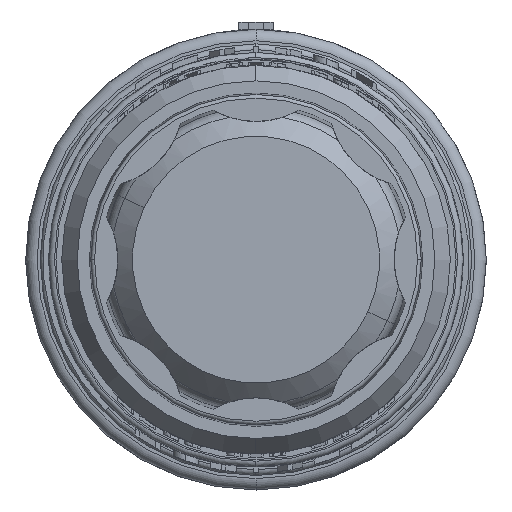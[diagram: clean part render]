
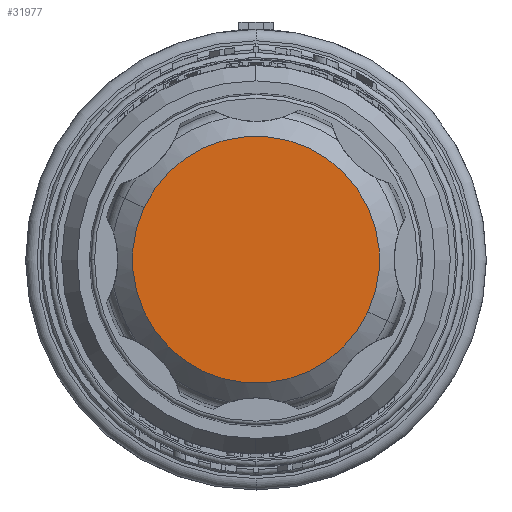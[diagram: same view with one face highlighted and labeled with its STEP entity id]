
A CAD part, left-side view. The second image highlights one B-rep face of the part: STEP entity #31977.
In plain terms, the highlighted planar face has unit normal (-1, 0, 0).
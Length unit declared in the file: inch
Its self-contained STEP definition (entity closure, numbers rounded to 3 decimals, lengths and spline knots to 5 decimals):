
#1044 = EDGE_CURVE ( 'NONE', #7302, #23253, #33563, .T. ) ;
#5166 = EDGE_LOOP ( 'NONE', ( #24173, #33091 ) ) ;
#7302 = VERTEX_POINT ( 'NONE', #14569 ) ;
#8350 = DIRECTION ( 'NONE',  ( 0., -1., 0. ) ) ;
#11948 = DIRECTION ( 'NONE',  ( -1., 0., 0. ) ) ;
#12029 = PLANE ( 'NONE',  #31723 ) ;
#12656 = CIRCLE ( 'NONE', #42677, 0.67033 ) ;
#14569 = CARTESIAN_POINT ( 'NONE',  ( -3.34814, 0.60753, 0.2833 ) ) ;
#15319 = CARTESIAN_POINT ( 'NONE',  ( -3.34814, -0.60753, -0.2833 ) ) ;
#18771 = DIRECTION ( 'NONE',  ( 0., 1., 0. ) ) ;
#23253 = VERTEX_POINT ( 'NONE', #15319 ) ;
#24173 = ORIENTED_EDGE ( 'NONE', *, *, #1044, .T. ) ;
#27120 = CARTESIAN_POINT ( 'NONE',  ( -3.34814, -0.62072, -0.25711 ) ) ;
#27554 = EDGE_CURVE ( 'NONE', #23253, #7302, #12656, .T. ) ;
#27590 = FACE_OUTER_BOUND ( 'NONE', #5166, .T. ) ;
#31723 = AXIS2_PLACEMENT_3D ( 'NONE', #27120, #42195, #8350 ) ;
#31977 = ADVANCED_FACE ( 'NONE', ( #27590 ), #12029, .F. ) ;
#33091 = ORIENTED_EDGE ( 'NONE', *, *, #27554, .T. ) ;
#33563 = CIRCLE ( 'NONE', #37542, 0.67033 ) ;
#37542 = AXIS2_PLACEMENT_3D ( 'NONE', #38081, #37590, #18771 ) ;
#37590 = DIRECTION ( 'NONE',  ( -1., 0., 0. ) ) ;
#38081 = CARTESIAN_POINT ( 'NONE',  ( -3.34814, 0., 0. ) ) ;
#42195 = DIRECTION ( 'NONE',  ( 1., 0., 0. ) ) ;
#42677 = AXIS2_PLACEMENT_3D ( 'NONE', #46571, #11948, #44085 ) ;
#44085 = DIRECTION ( 'NONE',  ( 0., 1., 0. ) ) ;
#46571 = CARTESIAN_POINT ( 'NONE',  ( -3.34814, 0., 0. ) ) ;
